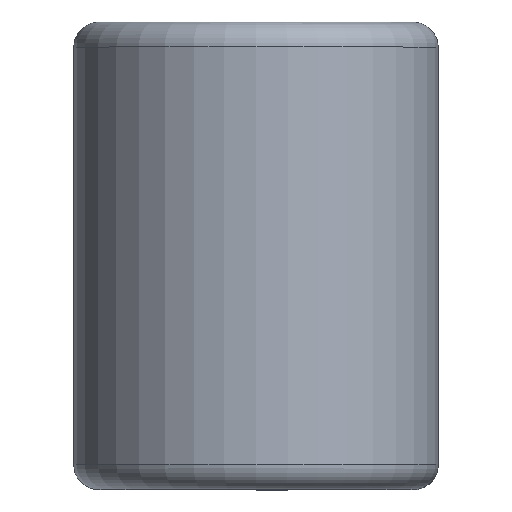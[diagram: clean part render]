
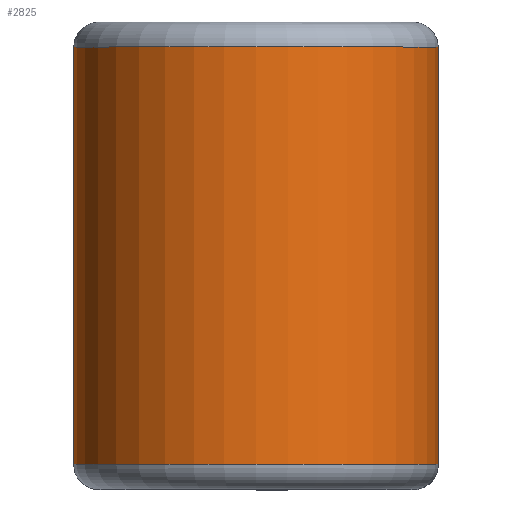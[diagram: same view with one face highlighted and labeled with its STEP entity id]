
A CAD part, top view. The second image highlights one B-rep face of the part: STEP entity #2825.
In plain terms, the highlighted cylindrical face has radius 5.575 mm (diameter 11.151 mm), a partial arc.
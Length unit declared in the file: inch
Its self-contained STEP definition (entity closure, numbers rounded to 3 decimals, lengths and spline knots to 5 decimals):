
#55 = CARTESIAN_POINT ( 'NONE',  ( 0., -0.25125, 0.25 ) ) ;
#134 = CIRCLE ( 'NONE', #1012, 0.2195 ) ;
#248 = LINE ( 'NONE', #1788, #2009 ) ;
#291 = DIRECTION ( 'NONE',  ( 0., 0., -1. ) ) ;
#671 = ORIENTED_EDGE ( 'NONE', *, *, #1579, .T. ) ;
#753 = CARTESIAN_POINT ( 'NONE',  ( -0.2195, 0.25125, 0.25 ) ) ;
#822 = CIRCLE ( 'NONE', #1415, 0.2195 ) ;
#927 = CARTESIAN_POINT ( 'NONE',  ( 0.2195, 0.25125, 0.25 ) ) ;
#1012 = AXIS2_PLACEMENT_3D ( 'NONE', #55, #1680, #291 ) ;
#1157 = DIRECTION ( 'NONE',  ( 0., 1., 0. ) ) ;
#1192 = VERTEX_POINT ( 'NONE', #2597 ) ;
#1378 = DIRECTION ( 'NONE',  ( 0., -1., 0. ) ) ;
#1390 = CARTESIAN_POINT ( 'NONE',  ( 0., 0.25, 0.25 ) ) ;
#1415 = AXIS2_PLACEMENT_3D ( 'NONE', #2741, #1378, #2980 ) ;
#1442 = FACE_OUTER_BOUND ( 'NONE', #1457, .T. ) ;
#1457 = EDGE_LOOP ( 'NONE', ( #671, #1701, #1988, #1780 ) ) ;
#1558 = VECTOR ( 'NONE', #1157, 39.37008 ) ;
#1579 = EDGE_CURVE ( 'NONE', #2928, #1580, #2158, .T. ) ;
#1580 = VERTEX_POINT ( 'NONE', #2518 ) ;
#1609 = DIRECTION ( 'NONE',  ( 0., -1., 0. ) ) ;
#1680 = DIRECTION ( 'NONE',  ( 0., -1., 0. ) ) ;
#1701 = ORIENTED_EDGE ( 'NONE', *, *, #2798, .T. ) ;
#1780 = ORIENTED_EDGE ( 'NONE', *, *, #2100, .F. ) ;
#1788 = CARTESIAN_POINT ( 'NONE',  ( -0.2195, 0.25125, 0.25 ) ) ;
#1988 = ORIENTED_EDGE ( 'NONE', *, *, #2382, .F. ) ;
#2009 = VECTOR ( 'NONE', #2471, 39.37008 ) ;
#2038 = VERTEX_POINT ( 'NONE', #753 ) ;
#2100 = EDGE_CURVE ( 'NONE', #2928, #1192, #134, .T. ) ;
#2158 = LINE ( 'NONE', #927, #1558 ) ;
#2382 = EDGE_CURVE ( 'NONE', #1192, #2038, #248, .T. ) ;
#2471 = DIRECTION ( 'NONE',  ( 0., 1., 0. ) ) ;
#2473 = AXIS2_PLACEMENT_3D ( 'NONE', #1390, #1609, #2988 ) ;
#2518 = CARTESIAN_POINT ( 'NONE',  ( 0.2195, 0.25125, 0.25 ) ) ;
#2597 = CARTESIAN_POINT ( 'NONE',  ( -0.2195, -0.25125, 0.25 ) ) ;
#2734 = CARTESIAN_POINT ( 'NONE',  ( 0.2195, -0.25125, 0.25 ) ) ;
#2741 = CARTESIAN_POINT ( 'NONE',  ( 0., 0.25125, 0.25 ) ) ;
#2798 = EDGE_CURVE ( 'NONE', #1580, #2038, #822, .T. ) ;
#2825 = ADVANCED_FACE ( 'NONE', ( #1442 ), #2905, .T. ) ;
#2905 = CYLINDRICAL_SURFACE ( 'NONE', #2473, 0.2195 ) ;
#2928 = VERTEX_POINT ( 'NONE', #2734 ) ;
#2980 = DIRECTION ( 'NONE',  ( 0., 0., -1. ) ) ;
#2988 = DIRECTION ( 'NONE',  ( 0., 0., -1. ) ) ;
